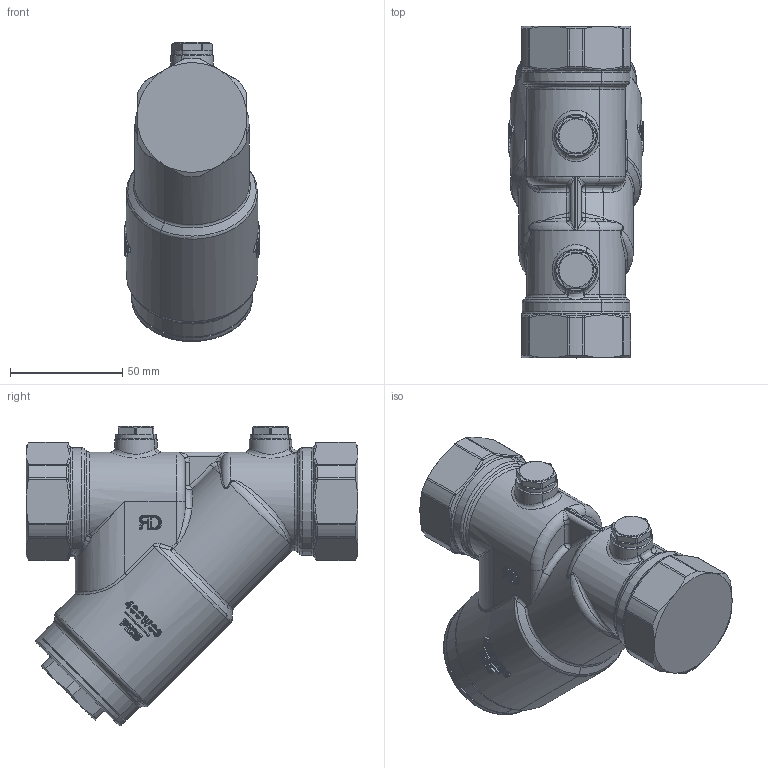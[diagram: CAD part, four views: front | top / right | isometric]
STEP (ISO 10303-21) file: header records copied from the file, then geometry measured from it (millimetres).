
FILE_DESCRIPTION(('CATIA V5 STEP Exchange','CAx-IF Rec.Pracs.--- Model Styling and Organization---1.4--- 2014-01-23','CAx-IF Rec.Pracs.---3D Tessellated Data Validation Properties---0.5---2014-09-14'),'2;1');
FILE_NAME('STEP_128161_-_TST.stp','2020-11-24T15:26:59+00:00',('none'),('none'),'CATIA Version 5-6 Release 2019 SP3','CATIA V5 STEP AP242 v1','none');
FILE_SCHEMA(('AP242_MANAGED_MODEL_BASED_3D_ENGINEERING_MIM_LF {1 0 10303 442 1 1 4}'));
Products named in the file (1): 128161 - TST
Bounding box: 60.5 x 148 x 133.49 mm (x, y, z)
Volume: 487791.3 mm3; surface area: 45548.8 mm2
Topology: 1 solids, 5 shells, 1840 faces, 4258 edges, 2309 vertices
Faces by surface type: bspline 590, cylinder 587, torus 275, plane 259, cone 69, sphere 60
Entity records: 136194 total; most frequent: CARTESIAN_POINT 100879, ORIENTED_EDGE 8188, DIRECTION 4266, EDGE_CURVE 4094, VERTEX_POINT 2309, AXIS2_PLACEMENT_3D 2224, EDGE_LOOP 1889, ADVANCED_FACE 1840
